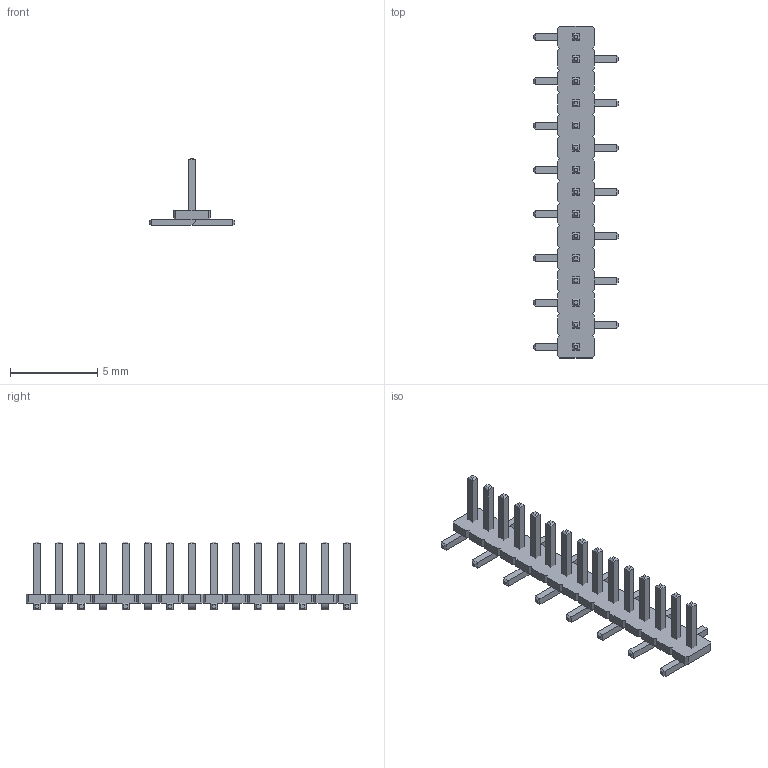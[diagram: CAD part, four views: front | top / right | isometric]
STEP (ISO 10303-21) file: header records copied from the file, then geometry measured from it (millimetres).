
FILE_DESCRIPTION(/* description */ ('model of PinHeader_1x15_P1.27mm_Vertical_SMD_Pin1Left'),/* implementation_level */ '2;1');
FILE_NAME(/* name */ 'PinHeader_1x15_P1.27mm_Vertical_SMD_Pin1Left.step',/* time_stamp */ '2018-01-24T12:56:35',/* author */ ('kicad StepUp','ksu'),/* organization */ ('FreeCAD'),/* preprocessor_version */ 'OCC',/* originating_system */ 'kicad StepUp',/* authorisation */ '');
FILE_SCHEMA(('AUTOMOTIVE_DESIGN { 1 0 10303 214 1 1 1 1 }'));
Length unit declared in the file: millimetre
Products named in the file (2): PinHeader_1x15_P127mm_Vertical_SMD_Pin1Left; Shape0_425853646092
Bounding box: 4.9 x 19.05 x 3.9 mm (x, y, z)
Volume: 34.1 mm3; surface area: 248.5 mm2
Topology: 16 solids, 16 shells, 349 faces, 831 edges, 514 vertices
Faces by surface type: plane 334, cylinder 15
Entity records: 6406 total; most frequent: ORIENTED_EDGE 1285, CARTESIAN_POINT 1027, EDGE_CURVE 831, LINE 801, VERTEX_POINT 514, AXIS2_PLACEMENT_3D 372, ADVANCED_FACE 349, FACE_BOUND 349
